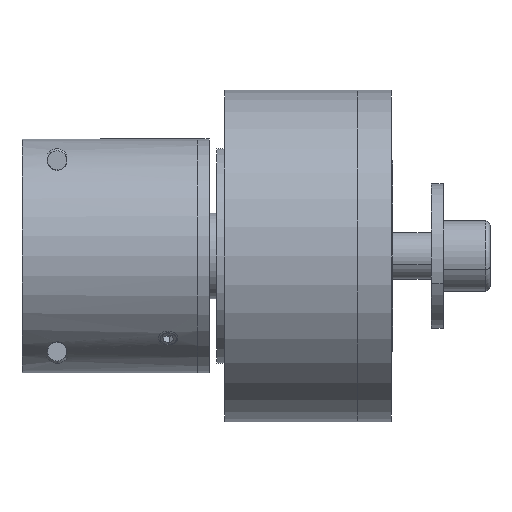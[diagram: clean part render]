
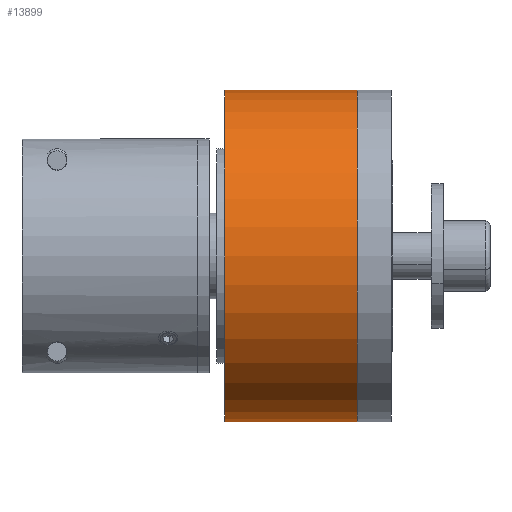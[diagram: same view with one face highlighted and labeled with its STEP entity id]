
A CAD part, front view. The second image highlights one B-rep face of the part: STEP entity #13899.
In plain terms, the highlighted cylindrical face has radius 42.5 mm (diameter 85 mm), a partial arc.
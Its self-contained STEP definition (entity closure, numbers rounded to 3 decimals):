
#521 = CARTESIAN_POINT ( 'NONE',  ( -39.259, 0., 0. ) ) ;
#751 = EDGE_CURVE ( 'NONE', #17544, #6308, #2855, .T. ) ;
#1909 = EDGE_LOOP ( 'NONE', ( #12952, #4361, #13659, #3224 ) ) ;
#2820 = LINE ( 'NONE', #14363, #18834 ) ;
#2855 = CIRCLE ( 'NONE', #5981, 42.5 ) ;
#3111 = CIRCLE ( 'NONE', #17356, 42.5 ) ;
#3224 = ORIENTED_EDGE ( 'NONE', *, *, #14973, .F. ) ;
#3498 = EDGE_CURVE ( 'NONE', #6308, #19006, #8323, .T. ) ;
#4361 = ORIENTED_EDGE ( 'NONE', *, *, #751, .T. ) ;
#5184 = CARTESIAN_POINT ( 'NONE',  ( 2.8, 0., 0. ) ) ;
#5242 = AXIS2_PLACEMENT_3D ( 'NONE', #521, #6482, #11163 ) ;
#5244 = DIRECTION ( 'NONE',  ( 0., 0., 1. ) ) ;
#5981 = AXIS2_PLACEMENT_3D ( 'NONE', #13850, #6369, #10992 ) ;
#6308 = VERTEX_POINT ( 'NONE', #10765 ) ;
#6369 = DIRECTION ( 'NONE',  ( -1., 0., 0. ) ) ;
#6482 = DIRECTION ( 'NONE',  ( -1., 0., 0. ) ) ;
#6522 = VERTEX_POINT ( 'NONE', #12781 ) ;
#7057 = DIRECTION ( 'NONE',  ( -1., 0., 0. ) ) ;
#8323 = LINE ( 'NONE', #14716, #16363 ) ;
#8698 = FACE_OUTER_BOUND ( 'NONE', #1909, .T. ) ;
#10765 = CARTESIAN_POINT ( 'NONE',  ( 36.8, 0., 42.5 ) ) ;
#10992 = DIRECTION ( 'NONE',  ( 0., 0., 1. ) ) ;
#11163 = DIRECTION ( 'NONE',  ( 0., 0., 1. ) ) ;
#12598 = CYLINDRICAL_SURFACE ( 'NONE', #5242, 42.5 ) ;
#12781 = CARTESIAN_POINT ( 'NONE',  ( 2.8, 0., -42.5 ) ) ;
#12785 = CARTESIAN_POINT ( 'NONE',  ( 36.8, 0., -42.5 ) ) ;
#12952 = ORIENTED_EDGE ( 'NONE', *, *, #16890, .F. ) ;
#12991 = DIRECTION ( 'NONE',  ( -1., 0., 0. ) ) ;
#13659 = ORIENTED_EDGE ( 'NONE', *, *, #3498, .T. ) ;
#13850 = CARTESIAN_POINT ( 'NONE',  ( 36.8, 0., 0. ) ) ;
#13899 = ADVANCED_FACE ( 'NONE', ( #8698 ), #12598, .T. ) ;
#14232 = DIRECTION ( 'NONE',  ( -1., 0., 0. ) ) ;
#14363 = CARTESIAN_POINT ( 'NONE',  ( -39.259, 0., -42.5 ) ) ;
#14716 = CARTESIAN_POINT ( 'NONE',  ( -39.259, 0., 42.5 ) ) ;
#14973 = EDGE_CURVE ( 'NONE', #6522, #19006, #3111, .T. ) ;
#16363 = VECTOR ( 'NONE', #7057, 1000. ) ;
#16890 = EDGE_CURVE ( 'NONE', #17544, #6522, #2820, .T. ) ;
#17356 = AXIS2_PLACEMENT_3D ( 'NONE', #5184, #12991, #5244 ) ;
#17544 = VERTEX_POINT ( 'NONE', #12785 ) ;
#18834 = VECTOR ( 'NONE', #14232, 1000. ) ;
#19006 = VERTEX_POINT ( 'NONE', #19237 ) ;
#19237 = CARTESIAN_POINT ( 'NONE',  ( 2.8, 0., 42.5 ) ) ;
